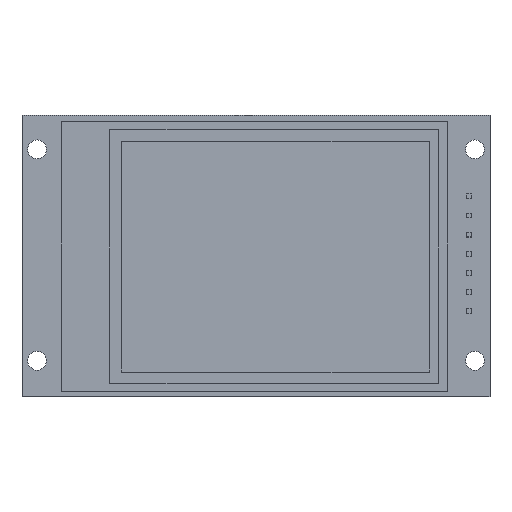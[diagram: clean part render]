
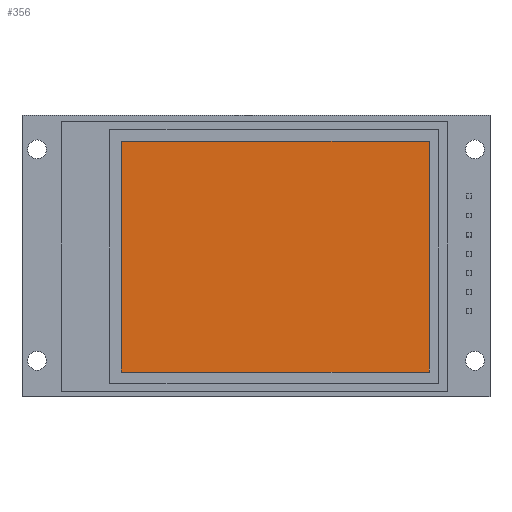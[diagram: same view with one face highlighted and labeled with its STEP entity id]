
A CAD part, top view. The second image highlights one B-rep face of the part: STEP entity #356.
In plain terms, the highlighted planar face has unit normal (0, 0, 1).
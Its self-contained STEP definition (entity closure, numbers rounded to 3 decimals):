
#130 = DIRECTION ( 'NONE',  ( 1., 0., 0. ) ) ;
#161 = DIRECTION ( 'NONE',  ( 0., 0., 1. ) ) ;
#168 = ORIENTED_EDGE ( 'NONE', *, *, #4254, .F. ) ;
#356 = ADVANCED_FACE ( 'NONE', ( #2533 ), #3731, .T. ) ;
#411 = EDGE_CURVE ( 'NONE', #3053, #4248, #4090, .T. ) ;
#484 = DIRECTION ( 'NONE',  ( 0., 1., 0. ) ) ;
#557 = ORIENTED_EDGE ( 'NONE', *, *, #2632, .T. ) ;
#560 = DIRECTION ( 'NONE',  ( -1., 0., 0. ) ) ;
#584 = CARTESIAN_POINT ( 'NONE',  ( 22.96, -15.5, 3.99 ) ) ;
#694 = AXIS2_PLACEMENT_3D ( 'NONE', #1247, #161, #130 ) ;
#963 = ORIENTED_EDGE ( 'NONE', *, *, #3609, .F. ) ;
#1247 = CARTESIAN_POINT ( 'NONE',  ( 0., 0., 3.99 ) ) ;
#1276 = DIRECTION ( 'NONE',  ( 0., 1., 0. ) ) ;
#1326 = CARTESIAN_POINT ( 'NONE',  ( 0., -15.5, 3.99 ) ) ;
#1624 = VECTOR ( 'NONE', #4187, 1000. ) ;
#1877 = VERTEX_POINT ( 'NONE', #3366 ) ;
#1940 = CARTESIAN_POINT ( 'NONE',  ( 22.96, 0., 3.99 ) ) ;
#2152 = VERTEX_POINT ( 'NONE', #2618 ) ;
#2302 = CARTESIAN_POINT ( 'NONE',  ( -17.84, 0., 3.99 ) ) ;
#2476 = VECTOR ( 'NONE', #1276, 1000. ) ;
#2533 = FACE_OUTER_BOUND ( 'NONE', #3049, .T. ) ;
#2565 = VECTOR ( 'NONE', #484, 1000. ) ;
#2618 = CARTESIAN_POINT ( 'NONE',  ( -17.84, -15.5, 3.99 ) ) ;
#2632 = EDGE_CURVE ( 'NONE', #4248, #1877, #3183, .T. ) ;
#2688 = CARTESIAN_POINT ( 'NONE',  ( 22.96, 15.1, 3.99 ) ) ;
#2727 = CARTESIAN_POINT ( 'NONE',  ( 0., 15.1, 3.99 ) ) ;
#2775 = VECTOR ( 'NONE', #560, 1000. ) ;
#3049 = EDGE_LOOP ( 'NONE', ( #168, #963, #3817, #557 ) ) ;
#3053 = VERTEX_POINT ( 'NONE', #584 ) ;
#3183 = LINE ( 'NONE', #2727, #2775 ) ;
#3366 = CARTESIAN_POINT ( 'NONE',  ( -17.84, 15.1, 3.99 ) ) ;
#3561 = LINE ( 'NONE', #1326, #1624 ) ;
#3605 = LINE ( 'NONE', #2302, #2565 ) ;
#3609 = EDGE_CURVE ( 'NONE', #3053, #2152, #3561, .T. ) ;
#3731 = PLANE ( 'NONE',  #694 ) ;
#3817 = ORIENTED_EDGE ( 'NONE', *, *, #411, .T. ) ;
#4090 = LINE ( 'NONE', #1940, #2476 ) ;
#4187 = DIRECTION ( 'NONE',  ( -1., 0., 0. ) ) ;
#4248 = VERTEX_POINT ( 'NONE', #2688 ) ;
#4254 = EDGE_CURVE ( 'NONE', #2152, #1877, #3605, .T. ) ;
